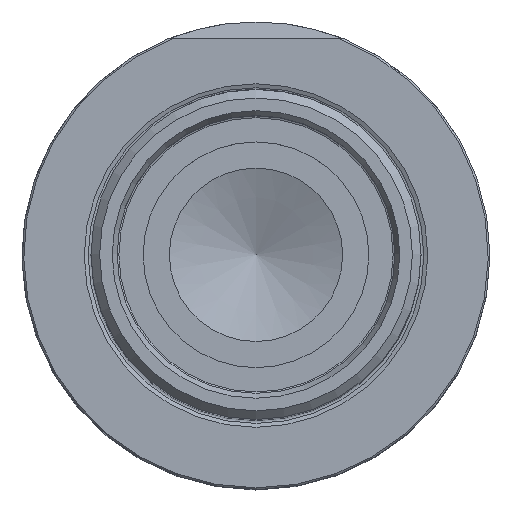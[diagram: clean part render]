
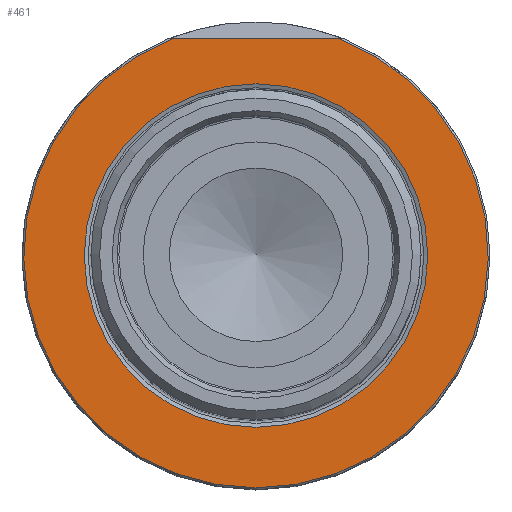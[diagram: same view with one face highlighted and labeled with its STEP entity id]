
A CAD part, top view. The second image highlights one B-rep face of the part: STEP entity #461.
In plain terms, the highlighted planar face has unit normal (0, 0, 1).
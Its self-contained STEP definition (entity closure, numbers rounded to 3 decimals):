
#233=PLANE('',#4548);
#337=FACE_BOUND('',#989,.T.);
#338=FACE_BOUND('',#990,.T.);
#461=ADVANCED_FACE('CN_SU_1',(#337,#338),#233,.F.);
#989=EDGE_LOOP('',(#2163));
#990=EDGE_LOOP('',(#2164,#2165));
#1281=CIRCLE('',#4546,19.821);
#1282=CIRCLE('',#4547,26.8);
#1416=LINE('',#6814,#1640);
#1640=VECTOR('',#5127,1.);
#2163=ORIENTED_EDGE('',*,*,#3763,.F.);
#2164=ORIENTED_EDGE('',*,*,#3747,.T.);
#2165=ORIENTED_EDGE('',*,*,#3764,.T.);
#3318=VERTEX_POINT('',#6815);
#3319=VERTEX_POINT('',#6816);
#3332=VERTEX_POINT('',#6854);
#3747=EDGE_CURVE('',#3318,#3319,#1416,.T.);
#3763=EDGE_CURVE('',#3332,#3332,#1281,.T.);
#3764=EDGE_CURVE('',#3319,#3318,#1282,.T.);
#4546=AXIS2_PLACEMENT_3D('',#6853,#5155,#5156);
#4547=AXIS2_PLACEMENT_3D('',#6855,#5157,#5158);
#4548=AXIS2_PLACEMENT_3D('',#6856,#5159,#5160);
#5127=DIRECTION('',(-1.,0.,0.));
#5155=DIRECTION('',(0.,0.,1.));
#5156=DIRECTION('',(1.,0.,0.));
#5157=DIRECTION('',(0.,0.,1.));
#5158=DIRECTION('',(-1.,0.,0.));
#5159=DIRECTION('',(0.,0.,-1.));
#5160=DIRECTION('',(-1.,0.,0.));
#6814=CARTESIAN_POINT('',(50.,25.,0.));
#6815=CARTESIAN_POINT('',(9.656,25.,0.));
#6816=CARTESIAN_POINT('',(-9.656,25.,0.));
#6853=CARTESIAN_POINT('',(0.,0.,0.));
#6854=CARTESIAN_POINT('',(19.821,0.,0.));
#6855=CARTESIAN_POINT('',(0.,0.,0.));
#6856=CARTESIAN_POINT('',(0.,-27.,0.));
